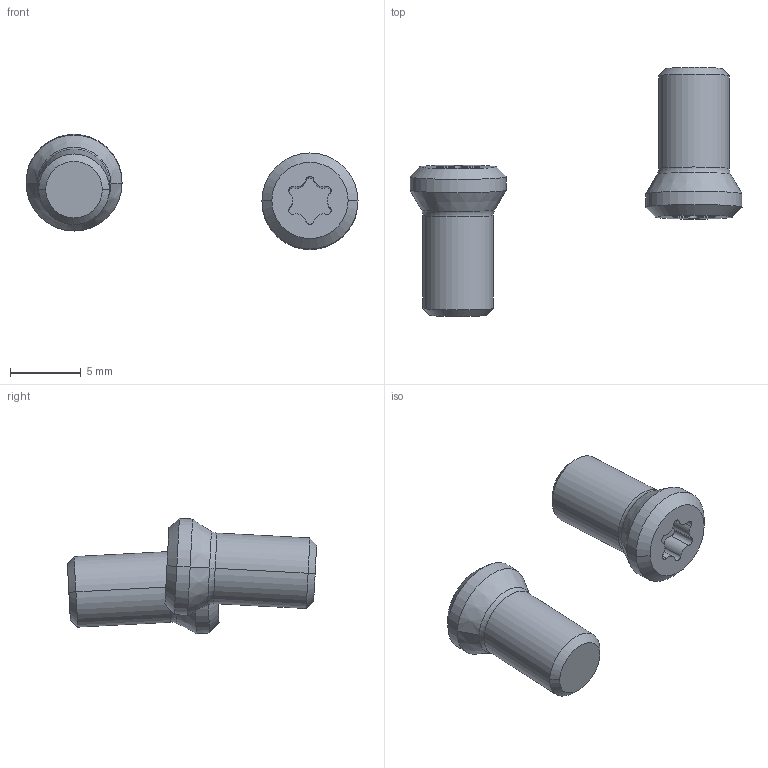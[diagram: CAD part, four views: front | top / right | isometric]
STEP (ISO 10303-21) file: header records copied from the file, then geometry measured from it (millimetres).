
FILE_DESCRIPTION(/* description */ (''),/* implementation_level */ '2;1');
FILE_NAME(/* name */ 'SRM220SAS2.stp',/* time_stamp */ '2017-10-11T11:30:19+09:00',/* author */ (''),/* organization */ (''),/* preprocessor_version */ 'ST-DEVELOPER v16',/* originating_system */ 'SIEMENS PLM Software NX 10.0',/* authorisation */ '');
FILE_SCHEMA (('AUTOMOTIVE_DESIGN { 1 0 10303 214 3 1 1 1 }'));
Length unit declared in the file: millimetre
Products named in the file (1): SRM220SAS2_ASM
Bounding box: 23.5 x 17.64 x 8.16 mm (x, y, z)
Volume: 455.5 mm3; surface area: 489.3 mm2
Topology: 2 solids, 2 shells, 54 faces, 144 edges, 96 vertices
Faces by surface type: cylinder 32, cone 12, plane 6, torus 4
Entity records: 1903 total; most frequent: DIRECTION 384, CARTESIAN_POINT 310, ORIENTED_EDGE 288, AXIS2_PLACEMENT_3D 170, EDGE_CURVE 144, CIRCLE 100, VERTEX_POINT 96, EDGE_LOOP 56
